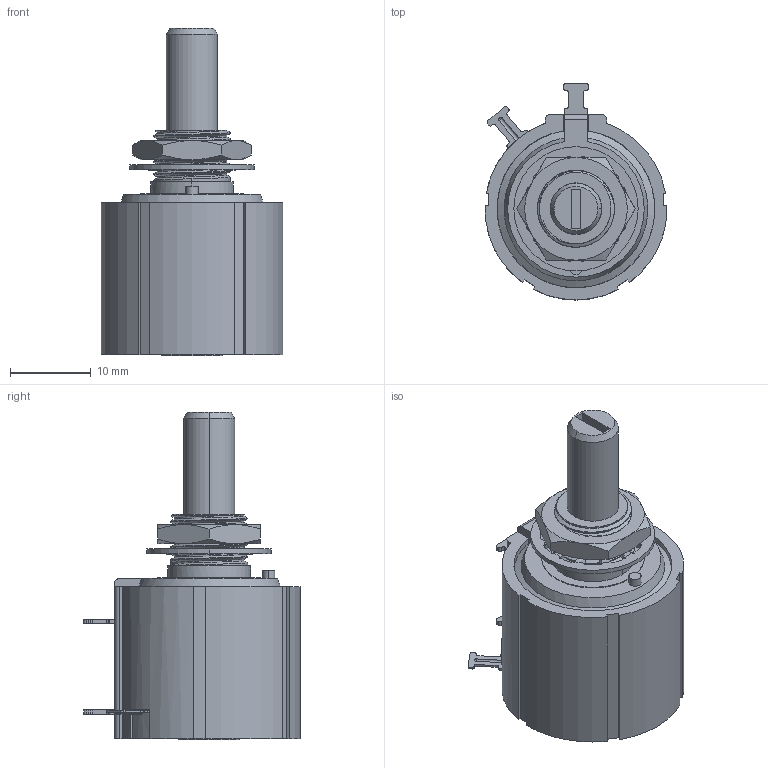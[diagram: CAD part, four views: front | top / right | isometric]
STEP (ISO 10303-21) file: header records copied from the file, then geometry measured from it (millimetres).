
FILE_DESCRIPTION((''),'2;1');
FILE_NAME('56D21DDDDD_ASM','2015-10-05T',('bmozley'),(''),'CREO PARAMETRIC BY PTC INC, 2015290','CREO PARAMETRIC BY PTC INC, 2015290','');
FILE_SCHEMA(('CONFIG_CONTROL_DESIGN'));
Length unit declared in the file: inch
Products named in the file (2): MSBR-1; 56D21DDDDD_ASM
Assembly tree (1 placements, depth 2):
  56D21DDDDD_ASM
    MSBR-1
Bounding box: 22.5 x 26.72 x 40.51 mm (x, y, z)
Volume: 8881.4 mm3; surface area: 3965.5 mm2
Topology: 1 solids, 1 shells, 389 faces, 1211 edges, 794 vertices
Faces by surface type: plane 153, cylinder 146, bspline 63, cone 20, torus 5, sphere 1, extrusion 1
Entity records: 18606 total; most frequent: CARTESIAN_POINT 8268, ORIENTED_EDGE 2418, DIRECTION 1823, EDGE_CURVE 1209, VERTEX_POINT 794, VECTOR 623, LINE 622, AXIS2_PLACEMENT_3D 600
